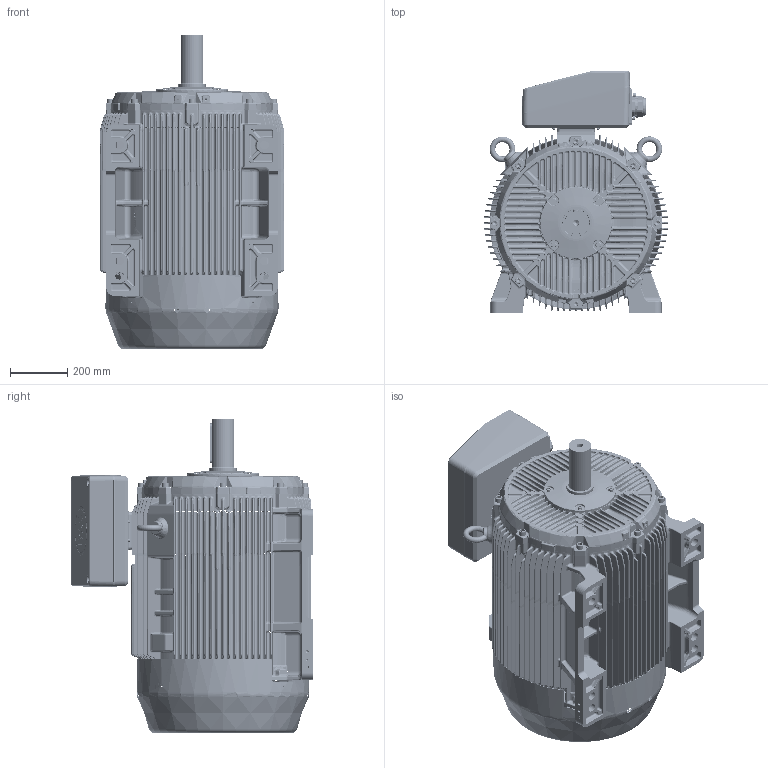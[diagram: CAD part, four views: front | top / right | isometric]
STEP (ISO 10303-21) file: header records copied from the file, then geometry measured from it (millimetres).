
FILE_DESCRIPTION(/* description */ (''),/* implementation_level */ '2;1');
FILE_NAME(/* name */ '6441236xx-AB-DIS GORUNUS QHG 315M-4 B3 KI TK-T.stp',/* time_stamp */ '2023-06-12T11:50:11+03:00',/* author */ (''),/* organization */ (''),/* preprocessor_version */ 'ST-DEVELOPER v16',/* originating_system */ 'SIEMENS PLM Software NX 11.0',/* authorisation */ '');
FILE_SCHEMA (('AUTOMOTIVE_DESIGN { 1 0 10303 214 3 1 1 1 }'));
Length unit declared in the file: millimetre
Products named in the file (1): 26009910674F4pxy
Bounding box: 645 x 847.37 x 1100 mm (x, y, z)
Surface area: 7114572.5 mm2 (no closed solid volume)
Topology: 0 solids, 145 shells, 8844 faces, 30843 edges, 20464 vertices
Faces by surface type: plane 3557, bspline 2005, cylinder 1827, cone 600, torus 463, sphere 390, extrusion 2
Full cylindrical faces by diameter (mm): 4 x2, 5 x4, 8 x1, 8.5 x4, 8.8 x2, 9 x2, 10 x5, 12 x2, 12.2 x1, 16 x12, 17.5 x1, 20 x14, 21 x1, 24 x8, 43.4 x1, 44 x3, 44.4 x2, 44.5 x2, 47.7 x2, 50 x2, 64.8 x2, 79.4 x1, 80 x1, 95 x2, 604 x1, 607 x1
Entity records: 373806 total; most frequent: CARTESIAN_POINT 129740, ORIENTED_EDGE 49511, DIRECTION 44507, EDGE_CURVE 30147, VERTEX_POINT 20409, VECTOR 16471, LINE 16469, AXIS2_PLACEMENT_3D 14018
